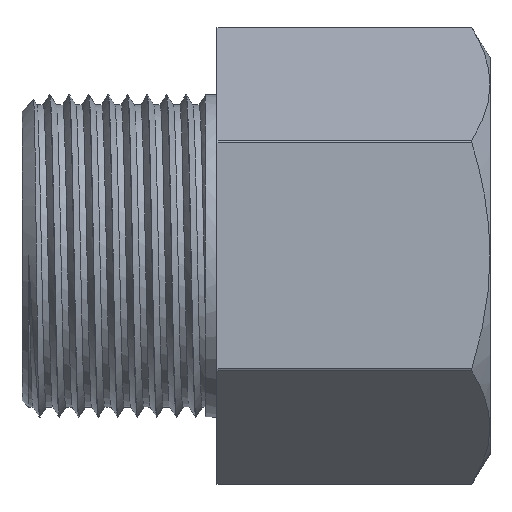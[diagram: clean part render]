
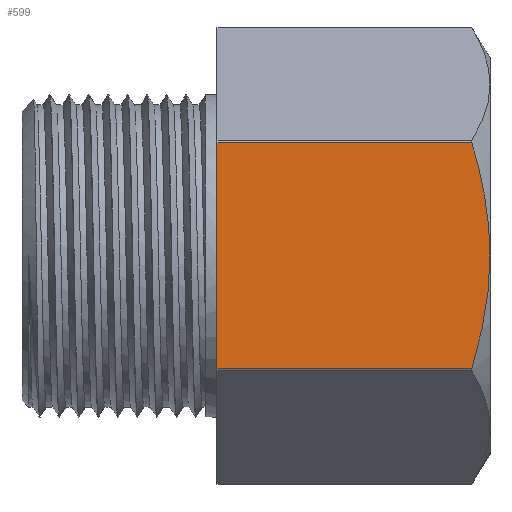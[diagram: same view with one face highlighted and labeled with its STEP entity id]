
A CAD part, top view. The second image highlights one B-rep face of the part: STEP entity #599.
In plain terms, the highlighted planar face has unit normal (0, 0, 1).
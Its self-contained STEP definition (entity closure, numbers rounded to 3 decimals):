
#23=(
BOUNDED_CURVE()
B_SPLINE_CURVE(2,(#5225,#5226,#5227),.UNSPECIFIED.,.F.,.F.)
B_SPLINE_CURVE_WITH_KNOTS((3,3),(0.882,1.764),
 .UNSPECIFIED.)
CURVE()
GEOMETRIC_REPRESENTATION_ITEM()
RATIONAL_B_SPLINE_CURVE((1.,1.037,1.))
REPRESENTATION_ITEM('')
);
#24=(
BOUNDED_CURVE()
B_SPLINE_CURVE(2,(#5229,#5230,#5231),.UNSPECIFIED.,.F.,.F.)
B_SPLINE_CURVE_WITH_KNOTS((3,3),(0.,0.882),.UNSPECIFIED.)
CURVE()
GEOMETRIC_REPRESENTATION_ITEM()
RATIONAL_B_SPLINE_CURVE((1.,1.037,1.))
REPRESENTATION_ITEM('')
);
#39=LINE('',#5233,#57);
#40=LINE('',#5235,#58);
#41=LINE('',#5236,#59);
#57=VECTOR('',#768,10.);
#58=VECTOR('',#769,10.);
#59=VECTOR('',#770,10.);
#69=PLANE('',#655);
#123=FACE_OUTER_BOUND('',#166,.T.);
#166=EDGE_LOOP('',(#477,#478,#479,#480,#481));
#291=VERTEX_POINT('',#5223);
#292=VERTEX_POINT('',#5224);
#293=VERTEX_POINT('',#5228);
#294=VERTEX_POINT('',#5232);
#295=VERTEX_POINT('',#5234);
#360=EDGE_CURVE('',#291,#292,#23,.T.);
#361=EDGE_CURVE('',#293,#291,#24,.T.);
#362=EDGE_CURVE('',#294,#293,#39,.T.);
#363=EDGE_CURVE('',#295,#294,#40,.T.);
#364=EDGE_CURVE('',#292,#295,#41,.T.);
#477=ORIENTED_EDGE('',*,*,#360,.F.);
#478=ORIENTED_EDGE('',*,*,#361,.F.);
#479=ORIENTED_EDGE('',*,*,#362,.F.);
#480=ORIENTED_EDGE('',*,*,#363,.F.);
#481=ORIENTED_EDGE('',*,*,#364,.F.);
#599=ADVANCED_FACE('',(#123),#69,.F.);
#655=AXIS2_PLACEMENT_3D('',#5222,#766,#767);
#766=DIRECTION('center_axis',(0.,0.,-1.));
#767=DIRECTION('ref_axis',(0.,-1.,0.));
#768=DIRECTION('',(1.,0.,0.));
#769=DIRECTION('',(0.,1.,0.));
#770=DIRECTION('',(-1.,0.,0.));
#5222=CARTESIAN_POINT('Origin',(0.,8.686,15.25));
#5223=CARTESIAN_POINT('',(0.,0.,15.25));
#5224=CARTESIAN_POINT('',(-1.4,-8.686,15.25));
#5225=CARTESIAN_POINT('Ctrl Pts',(0.,0.,
15.25));
#5226=CARTESIAN_POINT('Ctrl Pts',(0.,-4.038,
15.25));
#5227=CARTESIAN_POINT('Ctrl Pts',(-1.4,-8.686,15.25));
#5228=CARTESIAN_POINT('',(-1.4,8.686,15.25));
#5229=CARTESIAN_POINT('Ctrl Pts',(-1.4,8.686,15.25));
#5230=CARTESIAN_POINT('Ctrl Pts',(0.,4.038,
15.25));
#5231=CARTESIAN_POINT('Ctrl Pts',(0.,0.,
15.25));
#5232=CARTESIAN_POINT('',(-21.,8.686,15.25));
#5233=CARTESIAN_POINT('',(-10.5,8.686,15.25));
#5234=CARTESIAN_POINT('',(-21.,-8.686,15.25));
#5235=CARTESIAN_POINT('',(-21.,13.118,15.25));
#5236=CARTESIAN_POINT('',(-10.5,-8.686,15.25));
